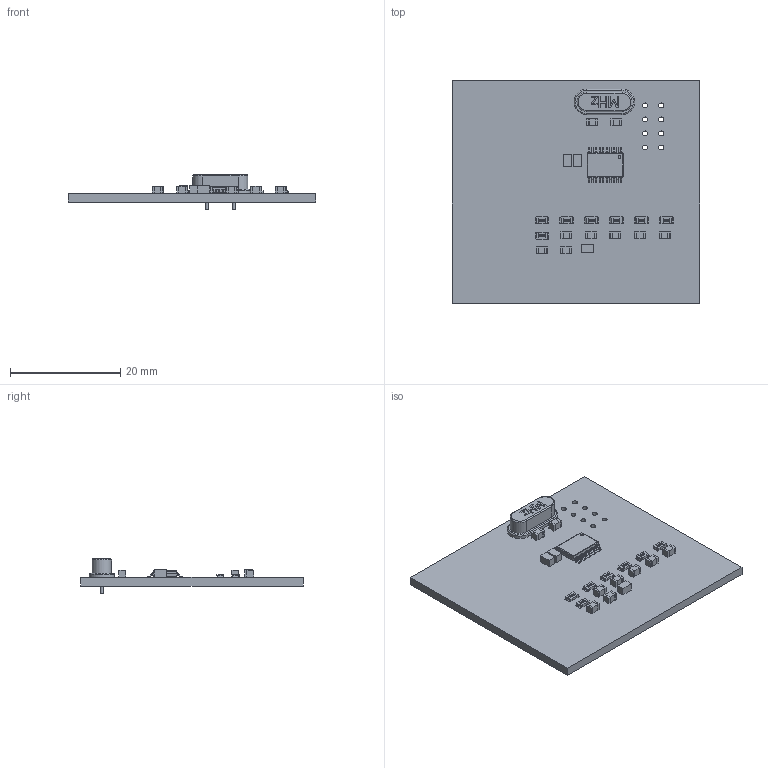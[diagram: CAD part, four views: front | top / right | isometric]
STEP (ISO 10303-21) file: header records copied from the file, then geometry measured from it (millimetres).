
FILE_DESCRIPTION(('Open CASCADE Model'),'2;1');
FILE_NAME('Open CASCADE Shape Model','2022-06-19T22:34:26',('Author'),( 'Open CASCADE'),'Open CASCADE STEP processor 6.8','Open CASCADE 6.8' ,'Unknown');
FILE_SCHEMA(('AUTOMOTIVE_DESIGN { 1 0 10303 214 1 1 1 1 }'));
Length unit declared in the file: millimetre
Products named in the file (41): PCB; Board; Open CASCADE STEP translator 6.8 1.1.1; Y1; Crystal_Oscillator; C11; CAP_0805; C12; R6; Resistor_0805; unnamed; R5; R4; R3; R2; R1; C10; C9; C8; C7; C6; C5; R7; C2; U2; TSSOP-20-TI-PW; C4; 6417116720; Extruded; C3; C1; 6203895744
Assembly tree (55 placements, depth 4):
  PCB
    Board
      Open CASCADE STEP translator 6.8 1.1.1
    Y1
      Crystal_Oscillator
    C11
      CAP_0805
    C12
      CAP_0805
    R6
      Resistor_0805
        unnamed
        unnamed
        unnamed
        unnamed
        unnamed
        unnamed
        unnamed
        unnamed
        unnamed
    R5
      Resistor_0805
        unnamed
        unnamed
        unnamed
        unnamed
        unnamed
        unnamed
        unnamed
        unnamed
        unnamed
    R4
      Resistor_0805
        unnamed
        unnamed
        unnamed
        unnamed
        unnamed
        unnamed
        unnamed
        unnamed
        unnamed
    R3
      Resistor_0805
        unnamed
        unnamed
        unnamed
        unnamed
        unnamed
        unnamed
        unnamed
        unnamed
        unnamed
    R2
      Resistor_0805
        unnamed
        unnamed
        unnamed
        unnamed
        unnamed
Bounding box: 44.83 x 40.26 x 6.2 mm (x, y, z)
Volume: 3061.1 mm3; surface area: 4453.5 mm2
Topology: 78 solids, 78 shells, 1980 faces, 4849 edges, 2890 vertices
Faces by surface type: bspline 812, plane 663, cylinder 349, revolution 156
Full cylindrical faces by diameter (mm): 0.48 x2, 0.516 x1, 0.8 x2, 0.9 x8, 1.8 x2
Entity records: 29678 total; most frequent: CARTESIAN_POINT 9484, ORIENTED_EDGE 3118, DIRECTION 2708, EDGE_CURVE 1559, LINE 1036, VECTOR 1036, VERTEX_POINT 998, AXIS2_PLACEMENT_3D 822
